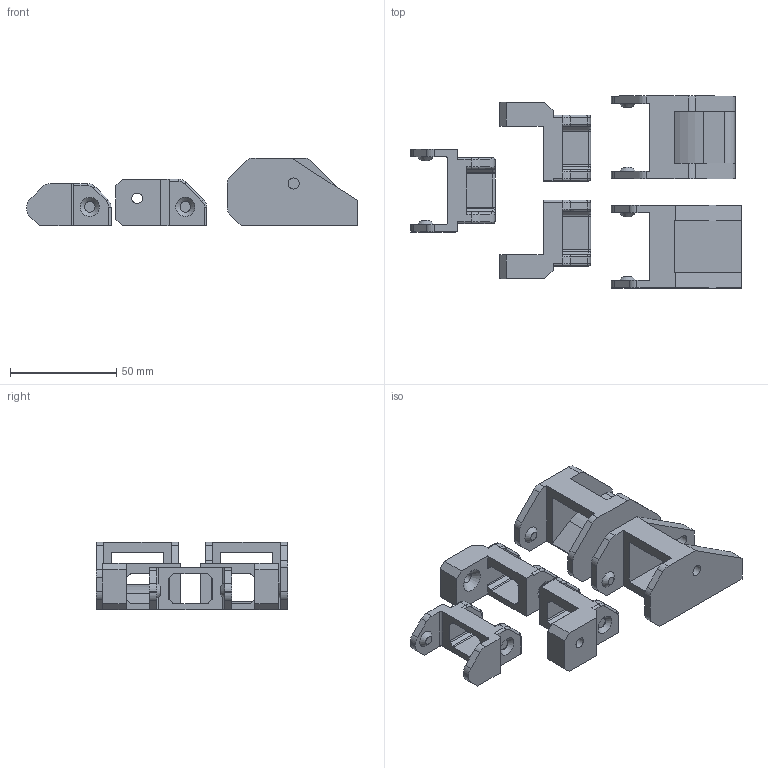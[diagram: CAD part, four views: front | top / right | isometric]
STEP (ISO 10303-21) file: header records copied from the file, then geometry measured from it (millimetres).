
FILE_DESCRIPTION((' '),'2;1');
FILE_NAME('Cable Chain.stp','2014-04-12T17:27:58',(' '),(' '),' ','ACIS',' ');
FILE_SCHEMA(('CONFIG_CONTROL_DESIGN'));
Length unit declared in the file: millimetre
Products named in the file (12): Cable Chain.stp; Link; Link_ForBodies; Component12; Fixed End L; Fixed End R; Motion End 1; Motion End 1_ForBodies; Component12 Copy2 Copy1; Motion End 2; Motion End 2_ForBodies; Component12 Copy2
Assembly tree (11 placements, depth 3):
  Cable Chain.stp
    Link
      Link_ForBodies
      Component12
    Fixed End L
    Fixed End R
    Motion End 1
      Motion End 1_ForBodies
      Component12 Copy2 Copy1
    Motion End 2
      Motion End 2_ForBodies
      Component12 Copy2
Bounding box: 155.65 x 90.36 x 32 mm (x, y, z)
Volume: 84183 mm3; surface area: 39620.9 mm2
Topology: 5 solids, 5 shells, 335 faces, 856 edges, 536 vertices
Faces by surface type: cylinder 140, plane 133, torus 48, cone 14
Full cylindrical faces by diameter (mm): 5 x8, 5.25 x4
Entity records: 11696 total; most frequent: DIRECTION 1882, CARTESIAN_POINT 1769, ORIENTED_EDGE 1660, EDGE_CURVE 830, AXIS2_PLACEMENT_3D 700, VERTEX_POINT 536, VECTOR 482, LINE 482
